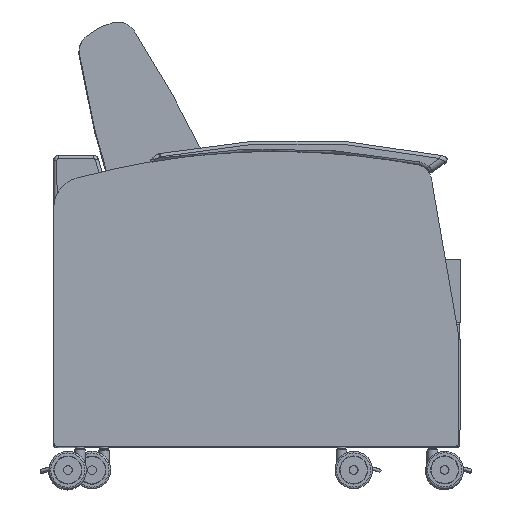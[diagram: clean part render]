
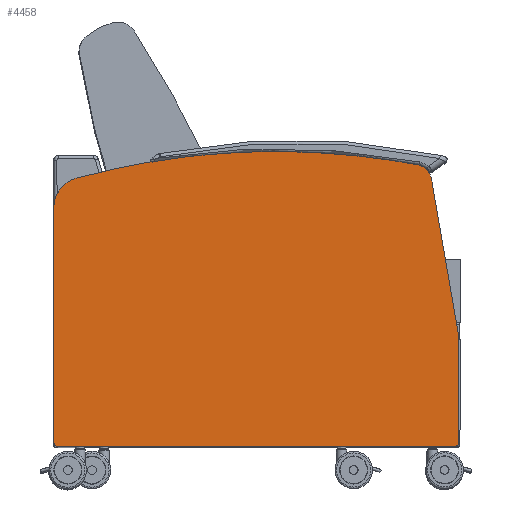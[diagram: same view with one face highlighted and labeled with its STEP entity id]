
A CAD part, top view. The second image highlights one B-rep face of the part: STEP entity #4458.
In plain terms, the highlighted planar face has unit normal (0.001, 0, 1).
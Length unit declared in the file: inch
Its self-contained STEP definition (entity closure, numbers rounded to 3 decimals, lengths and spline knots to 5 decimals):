
#405=PLANE('',#4924);
#510=FACE_OUTER_BOUND('',#811,.T.);
#811=EDGE_LOOP('',(#3121,#3122,#3123,#3124,#3125,#3126,#3127,#3128,#3129,
#3130,#3131,#3132,#3133,#3134,#3135,#3136));
#1168=LINE('',#7010,#1442);
#1176=LINE('',#7045,#1450);
#1180=LINE('',#7057,#1454);
#1183=LINE('',#7065,#1457);
#1186=LINE('',#7073,#1460);
#1190=LINE('',#7085,#1464);
#1193=LINE('',#7092,#1467);
#1442=VECTOR('',#5514,0.3937);
#1450=VECTOR('',#5546,0.3937);
#1454=VECTOR('',#5560,0.3937);
#1457=VECTOR('',#5569,0.3937);
#1460=VECTOR('',#5578,0.3937);
#1464=VECTOR('',#5592,0.3937);
#1467=VECTOR('',#5601,0.3937);
#1712=CIRCLE('',#4890,0.25);
#1722=CIRCLE('',#4903,0.25);
#1723=CIRCLE('',#4906,2.375);
#1724=CIRCLE('',#4908,60.375);
#1725=CIRCLE('',#4911,60.375);
#1726=CIRCLE('',#4914,60.375);
#1727=CIRCLE('',#4917,60.375);
#1728=CIRCLE('',#4919,1.375);
#1729=CIRCLE('',#4922,1.375);
#1987=VERTEX_POINT('',#6997);
#1988=VERTEX_POINT('',#6998);
#1992=VERTEX_POINT('',#7008);
#2006=VERTEX_POINT('',#7040);
#2007=VERTEX_POINT('',#7044);
#2008=VERTEX_POINT('',#7048);
#2009=VERTEX_POINT('',#7052);
#2010=VERTEX_POINT('',#7056);
#2011=VERTEX_POINT('',#7060);
#2012=VERTEX_POINT('',#7064);
#2013=VERTEX_POINT('',#7068);
#2014=VERTEX_POINT('',#7072);
#2015=VERTEX_POINT('',#7076);
#2016=VERTEX_POINT('',#7080);
#2017=VERTEX_POINT('',#7084);
#2018=VERTEX_POINT('',#7088);
#2406=EDGE_CURVE('',#1987,#1988,#1712,.T.);
#2412=EDGE_CURVE('',#1987,#1992,#1168,.T.);
#2427=EDGE_CURVE('',#2006,#1992,#1722,.T.);
#2429=EDGE_CURVE('',#2007,#1988,#1176,.T.);
#2431=EDGE_CURVE('',#2008,#2007,#1723,.T.);
#2433=EDGE_CURVE('',#2009,#2008,#1724,.T.);
#2435=EDGE_CURVE('',#2010,#2009,#1180,.T.);
#2437=EDGE_CURVE('',#2011,#2010,#1725,.T.);
#2439=EDGE_CURVE('',#2012,#2011,#1183,.T.);
#2441=EDGE_CURVE('',#2013,#2012,#1726,.T.);
#2443=EDGE_CURVE('',#2014,#2013,#1186,.T.);
#2445=EDGE_CURVE('',#2015,#2014,#1727,.T.);
#2447=EDGE_CURVE('',#2016,#2015,#1728,.T.);
#2449=EDGE_CURVE('',#2017,#2016,#1190,.T.);
#2451=EDGE_CURVE('',#2018,#2017,#1729,.T.);
#2453=EDGE_CURVE('',#2006,#2018,#1193,.T.);
#3121=ORIENTED_EDGE('',*,*,#2406,.F.);
#3122=ORIENTED_EDGE('',*,*,#2412,.T.);
#3123=ORIENTED_EDGE('',*,*,#2427,.F.);
#3124=ORIENTED_EDGE('',*,*,#2453,.T.);
#3125=ORIENTED_EDGE('',*,*,#2451,.T.);
#3126=ORIENTED_EDGE('',*,*,#2449,.T.);
#3127=ORIENTED_EDGE('',*,*,#2447,.T.);
#3128=ORIENTED_EDGE('',*,*,#2445,.T.);
#3129=ORIENTED_EDGE('',*,*,#2443,.T.);
#3130=ORIENTED_EDGE('',*,*,#2441,.T.);
#3131=ORIENTED_EDGE('',*,*,#2439,.T.);
#3132=ORIENTED_EDGE('',*,*,#2437,.T.);
#3133=ORIENTED_EDGE('',*,*,#2435,.T.);
#3134=ORIENTED_EDGE('',*,*,#2433,.T.);
#3135=ORIENTED_EDGE('',*,*,#2431,.T.);
#3136=ORIENTED_EDGE('',*,*,#2429,.T.);
#4458=ADVANCED_FACE('',(#510),#405,.T.);
#4890=AXIS2_PLACEMENT_3D('',#6999,#5504,#5505);
#4903=AXIS2_PLACEMENT_3D('',#7041,#5541,#5542);
#4906=AXIS2_PLACEMENT_3D('',#7049,#5550,#5551);
#4908=AXIS2_PLACEMENT_3D('',#7053,#5555,#5556);
#4911=AXIS2_PLACEMENT_3D('',#7061,#5564,#5565);
#4914=AXIS2_PLACEMENT_3D('',#7069,#5573,#5574);
#4917=AXIS2_PLACEMENT_3D('',#7077,#5582,#5583);
#4919=AXIS2_PLACEMENT_3D('',#7081,#5587,#5588);
#4922=AXIS2_PLACEMENT_3D('',#7089,#5596,#5597);
#4924=AXIS2_PLACEMENT_3D('',#7093,#5602,#5603);
#5504=DIRECTION('center_axis',(0.,0.,-1.));
#5505=DIRECTION('ref_axis',(-0.707,-0.707,0.));
#5514=DIRECTION('',(1.,0.,0.));
#5541=DIRECTION('center_axis',(0.,0.,-1.));
#5542=DIRECTION('ref_axis',(0.707,-0.707,0.));
#5546=DIRECTION('',(0.,-1.,0.));
#5550=DIRECTION('center_axis',(0.,0.,1.));
#5551=DIRECTION('ref_axis',(-0.261,0.965,0.));
#5555=DIRECTION('center_axis',(0.,0.,1.));
#5556=DIRECTION('ref_axis',(-0.121,0.993,0.));
#5560=DIRECTION('',(-0.994,-0.11,0.));
#5564=DIRECTION('center_axis',(0.,0.,1.));
#5565=DIRECTION('ref_axis',(0.,1.,0.));
#5569=DIRECTION('',(-1.,0.011,0.));
#5573=DIRECTION('center_axis',(0.,0.,1.));
#5574=DIRECTION('ref_axis',(0.149,0.989,0.));
#5578=DIRECTION('',(-0.987,0.159,0.));
#5582=DIRECTION('center_axis',(0.,0.,1.));
#5583=DIRECTION('ref_axis',(0.186,0.983,0.));
#5587=DIRECTION('center_axis',(0.,0.,1.));
#5588=DIRECTION('ref_axis',(0.985,0.17,0.));
#5592=DIRECTION('',(-0.17,0.985,0.));
#5596=DIRECTION('center_axis',(0.,0.,1.));
#5597=DIRECTION('ref_axis',(1.,0.,0.));
#5601=DIRECTION('',(0.,1.,0.));
#5602=DIRECTION('center_axis',(0.,0.,1.));
#5603=DIRECTION('ref_axis',(1.,0.,0.));
#6997=CARTESIAN_POINT('',(-31.34647,0.,2.5));
#6998=CARTESIAN_POINT('',(-31.59647,0.25,2.5));
#6999=CARTESIAN_POINT('Origin',(-31.34647,0.25,2.5));
#7008=CARTESIAN_POINT('',(0.125,0.,2.5));
#7010=CARTESIAN_POINT('',(-31.59647,0.,2.5));
#7040=CARTESIAN_POINT('',(0.375,0.25,2.5));
#7041=CARTESIAN_POINT('Origin',(0.125,0.25,2.5));
#7044=CARTESIAN_POINT('',(-31.59647,18.89375,2.5));
#7045=CARTESIAN_POINT('',(-31.59647,18.89375,2.5));
#7048=CARTESIAN_POINT('',(-29.84167,21.18634,2.5));
#7049=CARTESIAN_POINT('Origin',(-29.22147,18.89375,2.5));
#7052=CARTESIAN_POINT('',(-21.40515,22.83468,2.5));
#7053=CARTESIAN_POINT('Origin',(-14.07552,-37.09375,2.5));
#7056=CARTESIAN_POINT('',(-19.97207,22.99261,2.5));
#7057=CARTESIAN_POINT('',(-19.97207,22.99261,2.5));
#7060=CARTESIAN_POINT('',(-14.08338,23.28125,2.5));
#7061=CARTESIAN_POINT('Origin',(-14.07552,-37.09375,2.5));
#7064=CARTESIAN_POINT('',(-12.79278,23.26762,2.5));
#7065=CARTESIAN_POINT('',(-12.79278,23.26762,2.5));
#7068=CARTESIAN_POINT('',(-5.08454,22.60803,2.5));
#7069=CARTESIAN_POINT('Origin',(-14.07552,-37.09375,2.5));
#7072=CARTESIAN_POINT('',(-3.90215,22.41795,2.5));
#7073=CARTESIAN_POINT('',(-3.90215,22.41795,2.5));
#7076=CARTESIAN_POINT('',(-2.85475,22.22939,2.5));
#7077=CARTESIAN_POINT('Origin',(-14.07552,-37.09375,2.5));
#7080=CARTESIAN_POINT('',(-1.75537,21.11244,2.5));
#7081=CARTESIAN_POINT('Origin',(-3.1103,20.87834,2.5));
#7084=CARTESIAN_POINT('',(0.35493,8.89835,2.5));
#7085=CARTESIAN_POINT('',(0.35493,8.89835,2.5));
#7088=CARTESIAN_POINT('',(0.375,8.66425,2.5));
#7089=CARTESIAN_POINT('Origin',(-1.,8.66425,2.5));
#7092=CARTESIAN_POINT('',(0.375,0.,2.5));
#7093=CARTESIAN_POINT('Origin',(-15.69864,9.93573,2.5));
